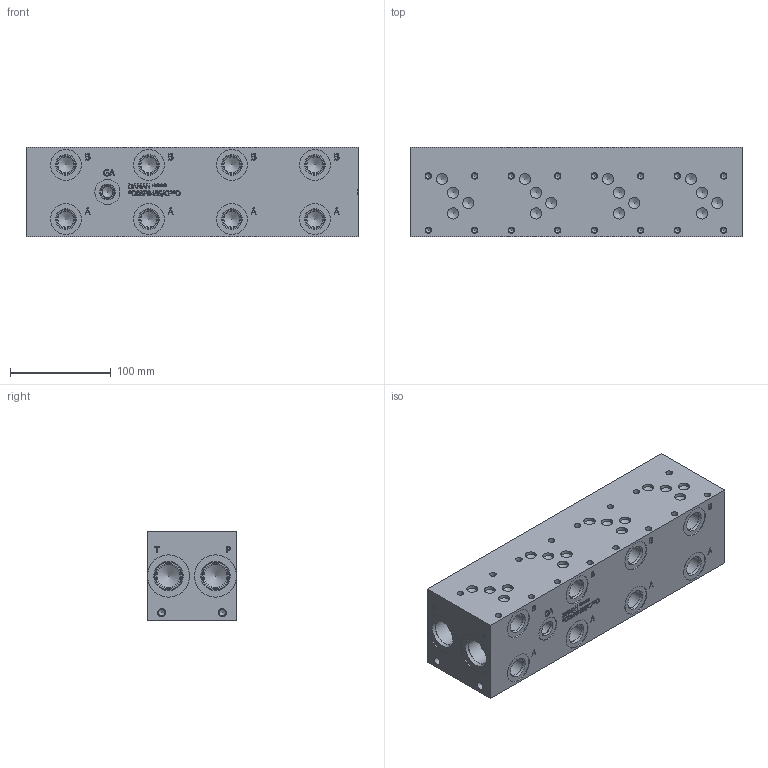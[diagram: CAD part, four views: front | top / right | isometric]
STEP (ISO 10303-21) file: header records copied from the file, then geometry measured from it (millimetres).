
FILE_DESCRIPTION(/* description */ (''),/* implementation_level */ '2;1');
FILE_NAME(/* name */ '_D05P043S_CP_D.stp',/* time_stamp */ '2021-07-22T11:09:56-04:00',/* author */ ('anthonyv'),/* organization */ (''),/* preprocessor_version */ 'ST-DEVELOPER v18.1',/* originating_system */ 'Autodesk Inventor 2021',/* authorisation */ '');
FILE_SCHEMA (('AUTOMOTIVE_DESIGN { 1 0 10303 214 3 1 1 }'));
Length unit declared in the file: millimetre
Products named in the file (1): _D05P043S_CP_D
Bounding box: 330.2 x 88.9 x 88.9 mm (x, y, z)
Volume: 2433834 mm3; surface area: 170330.5 mm2
Topology: 1 solids, 1 shells, 924 faces, 2526 edges, 1716 vertices
Faces by surface type: plane 480, bspline 214, cylinder 132, cone 98
Full cylindrical faces by diameter (mm): 5.105 x16, 6.35 x16, 6.528 x4, 7.925 x4, 10.719 x1, 11.125 x16, 12.9 x1, 14.275 x1, 14.3 x2, 14.529 x1, 15.875 x8, 15.9 x2, 17.501 x8, 19.05 x8, 19.253 x8, 20.62 x1, 20.625 x1, 22.225 x1, 22.23 x1, 22.54 x1, 23.012 x4, 24.917 x4, 25.019 x1, 26.99 x2, 27 x2, 27.432 x4, 30.15 x1, 30.16 x1, 30.632 x8, 42.037 x4
Entity records: 30929 total; most frequent: CARTESIAN_POINT 7898, ORIENTED_EDGE 4950, DIRECTION 3974, EDGE_CURVE 2475, VERTEX_POINT 1716, LINE 1542, VECTOR 1542, AXIS2_PLACEMENT_3D 1216
